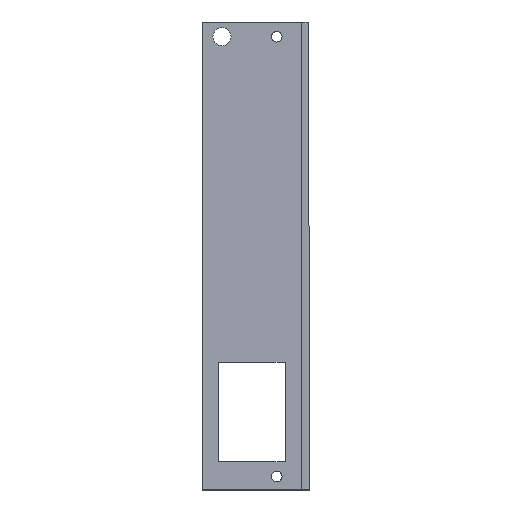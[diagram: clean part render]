
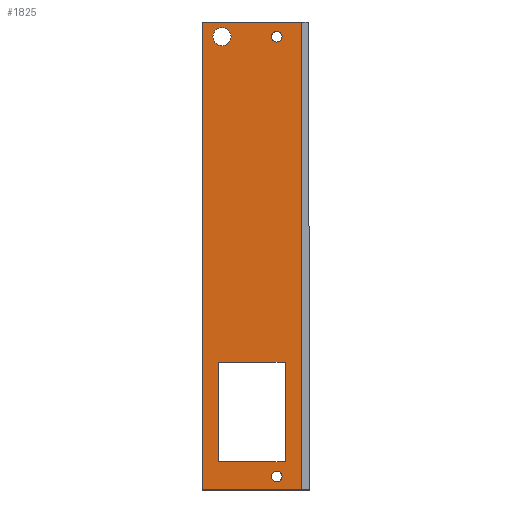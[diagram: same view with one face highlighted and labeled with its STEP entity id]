
A CAD part, top view. The second image highlights one B-rep face of the part: STEP entity #1825.
In plain terms, the highlighted planar face has unit normal (0, 0, 1).
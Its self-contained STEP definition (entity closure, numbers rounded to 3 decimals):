
#32=CARTESIAN_POINT('',(350.,1488.5,484.));
#33=VERTEX_POINT('',#32);
#34=CARTESIAN_POINT('',(350.,1206.5,484.));
#35=VERTEX_POINT('',#34);
#36=CARTESIAN_POINT('',(350.,1488.5,484.));
#37=DIRECTION('',(-0.,-1.,-0.));
#38=VECTOR('',#37,282.);
#39=LINE('',#36,#38);
#40=EDGE_CURVE('',#33,#35,#39,.T.);
#105=CARTESIAN_POINT('',(290.,1206.5,484.));
#106=VERTEX_POINT('',#105);
#107=CARTESIAN_POINT('',(350.,1206.5,484.));
#108=DIRECTION('',(-1.,0.,0.));
#109=VECTOR('',#108,60.);
#110=LINE('',#107,#109);
#111=EDGE_CURVE('',#35,#106,#110,.T.);
#168=CARTESIAN_POINT('',(290.,1488.5,484.));
#169=VERTEX_POINT('',#168);
#176=CARTESIAN_POINT('',(350.,1488.5,484.));
#177=DIRECTION('',(-1.,0.,0.));
#178=VECTOR('',#177,60.);
#179=LINE('',#176,#178);
#180=EDGE_CURVE('',#33,#169,#179,.T.);
#1715=CARTESIAN_POINT('',(0.,1319.64,484.));
#1716=DIRECTION('',(0.,-0.,1.));
#1717=DIRECTION('',(-1.,0.,0.));
#1718=AXIS2_PLACEMENT_3D('',#1715,#1716,#1717);
#1719=PLANE('',#1718);
#1720=CARTESIAN_POINT('',(338.2,1479.64,484.));
#1721=VERTEX_POINT('',#1720);
#1722=CARTESIAN_POINT('',(335.,1476.44,484.));
#1723=VERTEX_POINT('',#1722);
#1724=CARTESIAN_POINT('',(335.,1479.64,484.));
#1725=DIRECTION('',(-0.,-0.,1.));
#1726=DIRECTION('',(0.,-1.,-0.));
#1727=AXIS2_PLACEMENT_3D('',#1724,#1725,#1726);
#1728=CIRCLE('',#1727,3.2);
#1729=EDGE_CURVE('',#1721,#1723,#1728,.T.);
#1730=ORIENTED_EDGE('',*,*,#1729,.F.);
#1731=CARTESIAN_POINT('',(335.,1479.64,484.));
#1732=DIRECTION('',(-0.,-0.,1.));
#1733=DIRECTION('',(0.,-1.,-0.));
#1734=AXIS2_PLACEMENT_3D('',#1731,#1732,#1733);
#1735=CIRCLE('',#1734,3.2);
#1736=EDGE_CURVE('',#1723,#1721,#1735,.T.);
#1737=ORIENTED_EDGE('',*,*,#1736,.F.);
#1738=EDGE_LOOP('',(#1730,#1737));
#1739=FACE_BOUND('',#1738,.T.);
#1740=CARTESIAN_POINT('',(338.2,1214.64,484.));
#1741=VERTEX_POINT('',#1740);
#1742=CARTESIAN_POINT('',(335.,1211.44,484.));
#1743=VERTEX_POINT('',#1742);
#1744=CARTESIAN_POINT('',(335.,1214.64,484.));
#1745=DIRECTION('',(-0.,-0.,1.));
#1746=DIRECTION('',(0.,-1.,-0.));
#1747=AXIS2_PLACEMENT_3D('',#1744,#1745,#1746);
#1748=CIRCLE('',#1747,3.2);
#1749=EDGE_CURVE('',#1741,#1743,#1748,.T.);
#1750=ORIENTED_EDGE('',*,*,#1749,.F.);
#1751=CARTESIAN_POINT('',(335.,1214.64,484.));
#1752=DIRECTION('',(-0.,-0.,1.));
#1753=DIRECTION('',(0.,-1.,-0.));
#1754=AXIS2_PLACEMENT_3D('',#1751,#1752,#1753);
#1755=CIRCLE('',#1754,3.2);
#1756=EDGE_CURVE('',#1743,#1741,#1755,.T.);
#1757=ORIENTED_EDGE('',*,*,#1756,.F.);
#1758=EDGE_LOOP('',(#1750,#1757));
#1759=FACE_BOUND('',#1758,.T.);
#1760=CARTESIAN_POINT('',(307.5,1479.64,484.));
#1761=VERTEX_POINT('',#1760);
#1762=CARTESIAN_POINT('',(302.,1474.14,484.));
#1763=VERTEX_POINT('',#1762);
#1764=CARTESIAN_POINT('',(302.,1479.64,484.));
#1765=DIRECTION('',(-0.,-0.,1.));
#1766=DIRECTION('',(0.,-1.,-0.));
#1767=AXIS2_PLACEMENT_3D('',#1764,#1765,#1766);
#1768=CIRCLE('',#1767,5.5);
#1769=EDGE_CURVE('',#1761,#1763,#1768,.T.);
#1770=ORIENTED_EDGE('',*,*,#1769,.F.);
#1771=CARTESIAN_POINT('',(302.,1479.64,484.));
#1772=DIRECTION('',(-0.,-0.,1.));
#1773=DIRECTION('',(0.,-1.,-0.));
#1774=AXIS2_PLACEMENT_3D('',#1771,#1772,#1773);
#1775=CIRCLE('',#1774,5.5);
#1776=EDGE_CURVE('',#1763,#1761,#1775,.T.);
#1777=ORIENTED_EDGE('',*,*,#1776,.F.);
#1778=EDGE_LOOP('',(#1770,#1777));
#1779=FACE_BOUND('',#1778,.T.);
#1780=ORIENTED_EDGE('',*,*,#40,.F.);
#1781=ORIENTED_EDGE('',*,*,#180,.T.);
#1782=CARTESIAN_POINT('',(290.,1206.5,484.));
#1783=DIRECTION('',(0.,1.,0.));
#1784=VECTOR('',#1783,282.);
#1785=LINE('',#1782,#1784);
#1786=EDGE_CURVE('',#106,#169,#1785,.T.);
#1787=ORIENTED_EDGE('',*,*,#1786,.F.);
#1788=ORIENTED_EDGE('',*,*,#111,.F.);
#1789=EDGE_LOOP('',(#1780,#1781,#1787,#1788));
#1790=FACE_BOUND('',#1789,.T.);
#1791=CARTESIAN_POINT('',(300.,1283.5,484.));
#1792=VERTEX_POINT('',#1791);
#1793=CARTESIAN_POINT('',(300.,1223.5,484.));
#1794=VERTEX_POINT('',#1793);
#1795=CARTESIAN_POINT('',(300.,1283.5,484.));
#1796=DIRECTION('',(0.,-1.,-0.));
#1797=VECTOR('',#1796,60.);
#1798=LINE('',#1795,#1797);
#1799=EDGE_CURVE('',#1792,#1794,#1798,.T.);
#1800=ORIENTED_EDGE('',*,*,#1799,.F.);
#1801=CARTESIAN_POINT('',(340.,1283.5,484.));
#1802=VERTEX_POINT('',#1801);
#1803=CARTESIAN_POINT('',(340.,1283.5,484.));
#1804=DIRECTION('',(-1.,0.,0.));
#1805=VECTOR('',#1804,40.);
#1806=LINE('',#1803,#1805);
#1807=EDGE_CURVE('',#1802,#1792,#1806,.T.);
#1808=ORIENTED_EDGE('',*,*,#1807,.F.);
#1809=CARTESIAN_POINT('',(340.,1223.5,484.));
#1810=VERTEX_POINT('',#1809);
#1811=CARTESIAN_POINT('',(340.,1223.5,484.));
#1812=DIRECTION('',(0.,1.,0.));
#1813=VECTOR('',#1812,60.);
#1814=LINE('',#1811,#1813);
#1815=EDGE_CURVE('',#1810,#1802,#1814,.T.);
#1816=ORIENTED_EDGE('',*,*,#1815,.F.);
#1817=CARTESIAN_POINT('',(300.,1223.5,484.));
#1818=DIRECTION('',(1.,0.,-0.));
#1819=VECTOR('',#1818,40.);
#1820=LINE('',#1817,#1819);
#1821=EDGE_CURVE('',#1794,#1810,#1820,.T.);
#1822=ORIENTED_EDGE('',*,*,#1821,.F.);
#1823=EDGE_LOOP('',(#1800,#1808,#1816,#1822));
#1824=FACE_BOUND('',#1823,.T.);
#1825=ADVANCED_FACE('',(#1739,#1759,#1779,#1790,#1824),#1719,.T.);
